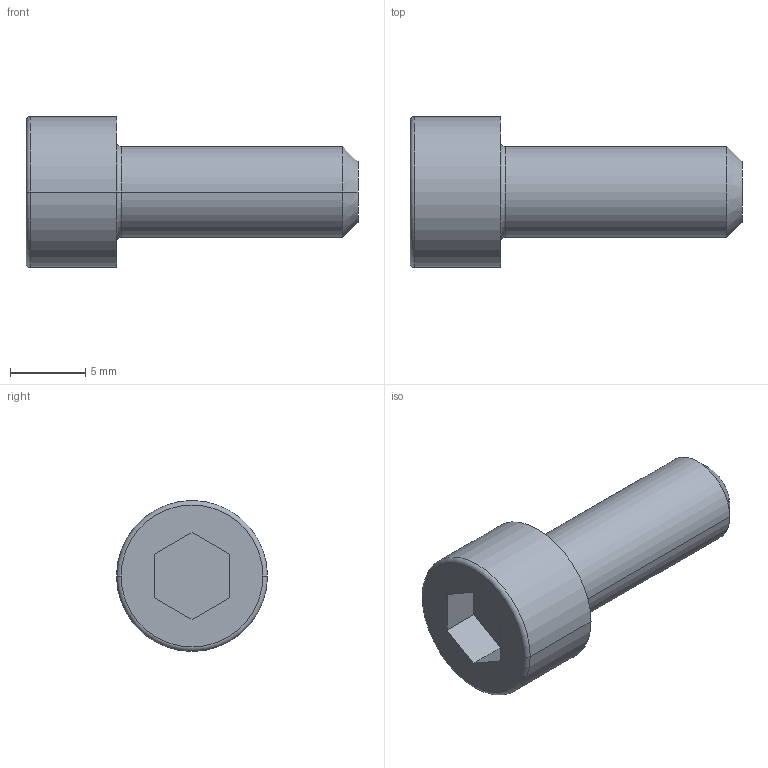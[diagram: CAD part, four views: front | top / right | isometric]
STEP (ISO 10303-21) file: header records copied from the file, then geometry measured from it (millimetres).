
FILE_DESCRIPTION (( 'STEP AP203' ), '1' );
FILE_NAME ('ALF-HS6-16.step', '2024-08-09T08:11:02', ( '' ), ( '' ), 'SwSTEP 2.0', 'SolidWorks 2022', '' );
FILE_SCHEMA (( 'CONFIG_CONTROL_DESIGN' ));
Length unit declared in the file: millimetre
Products named in the file (1): ALF-HS6-16
Bounding box: 22 x 10 x 10 mm (x, y, z)
Volume: 860.9 mm3; surface area: 671.7 mm2
Topology: 1 solids, 1 shells, 20 faces, 42 edges, 26 vertices
Faces by surface type: plane 10, torus 4, cylinder 4, cone 2
Entity records: 613 total; most frequent: DIRECTION 102, CARTESIAN_POINT 89, ORIENTED_EDGE 84, EDGE_CURVE 42, AXIS2_PLACEMENT_3D 39, VERTEX_POINT 26, VECTOR 24, LINE 24
